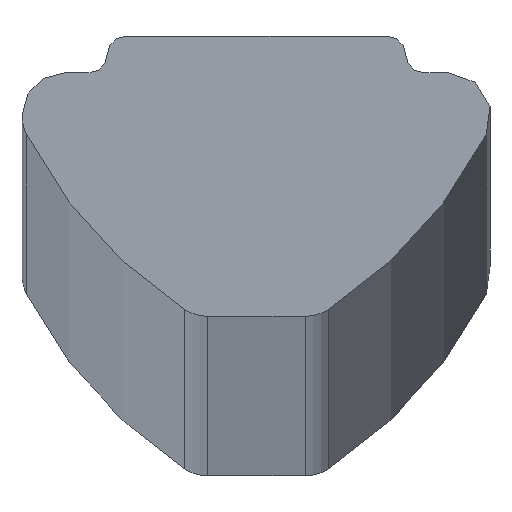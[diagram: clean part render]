
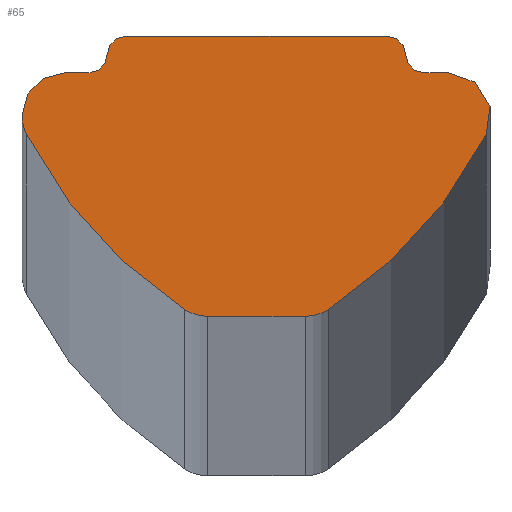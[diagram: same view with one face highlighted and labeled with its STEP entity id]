
A CAD part, top view. The second image highlights one B-rep face of the part: STEP entity #65.
In plain terms, the highlighted planar face has unit normal (0, 0, 1).
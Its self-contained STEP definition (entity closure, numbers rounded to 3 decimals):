
#2 = ORIENTED_EDGE ( 'NONE', *, *, #192, .F. ) ;
#4 = EDGE_CURVE ( 'NONE', #48, #31, #104, .T. ) ;
#16 = DIRECTION ( 'NONE',  ( -1., 0., 0. ) ) ;
#24 = DIRECTION ( 'NONE',  ( 0., 0., -1. ) ) ;
#26 = EDGE_CURVE ( 'NONE', #397, #364, #351, .T. ) ;
#31 = VERTEX_POINT ( 'NONE', #275 ) ;
#43 = ORIENTED_EDGE ( 'NONE', *, *, #161, .F. ) ;
#45 = DIRECTION ( 'NONE',  ( 0., 0., -1. ) ) ;
#48 = VERTEX_POINT ( 'NONE', #224 ) ;
#51 = AXIS2_PLACEMENT_3D ( 'NONE', #136, #24, #386 ) ;
#53 = CARTESIAN_POINT ( 'NONE',  ( -2.15, -0.3, 1500. ) ) ;
#56 = VECTOR ( 'NONE', #117, 1000. ) ;
#60 = EDGE_CURVE ( 'NONE', #397, #360, #317, .T. ) ;
#64 = VERTEX_POINT ( 'NONE', #276 ) ;
#65 = ADVANCED_FACE ( 'NONE', ( #83 ), #226, .F. ) ;
#66 = DIRECTION ( 'NONE',  ( -1., 0., 0. ) ) ;
#77 = EDGE_CURVE ( 'NONE', #230, #244, #359, .T. ) ;
#82 = DIRECTION ( 'NONE',  ( 0., 0., -1. ) ) ;
#83 = FACE_OUTER_BOUND ( 'NONE', #260, .T. ) ;
#85 = DIRECTION ( 'NONE',  ( -1., 0., 0. ) ) ;
#99 = CARTESIAN_POINT ( 'NONE',  ( -0.799, -4.6, 1500. ) ) ;
#102 = CIRCLE ( 'NONE', #483, 0.7 ) ;
#103 = DIRECTION ( 'NONE',  ( -1., 0., 0. ) ) ;
#104 = CIRCLE ( 'NONE', #216, 7.5 ) ;
#107 = AXIS2_PLACEMENT_3D ( 'NONE', #505, #553, #172 ) ;
#108 = CIRCLE ( 'NONE', #225, 0.7 ) ;
#111 = ORIENTED_EDGE ( 'NONE', *, *, #77, .F. ) ;
#117 = DIRECTION ( 'NONE',  ( -1., 0., 0. ) ) ;
#120 = CIRCLE ( 'NONE', #562, 0.3 ) ;
#121 = DIRECTION ( 'NONE',  ( -1., 0., 0. ) ) ;
#133 = CIRCLE ( 'NONE', #322, 0.7 ) ;
#136 = CARTESIAN_POINT ( 'NONE',  ( -3.15, -1.3, 1500. ) ) ;
#144 = ORIENTED_EDGE ( 'NONE', *, *, #390, .T. ) ;
#145 = EDGE_CURVE ( 'NONE', #382, #448, #248, .T. ) ;
#151 = DIRECTION ( 'NONE',  ( -1., 0., 0. ) ) ;
#157 = VECTOR ( 'NONE', #85, 1000. ) ;
#159 = ORIENTED_EDGE ( 'NONE', *, *, #247, .F. ) ;
#161 = EDGE_CURVE ( 'NONE', #244, #536, #208, .T. ) ;
#168 = ORIENTED_EDGE ( 'NONE', *, *, #413, .F. ) ;
#170 = DIRECTION ( 'NONE',  ( 1., 0., 0. ) ) ;
#171 = EDGE_CURVE ( 'NONE', #31, #353, #133, .T. ) ;
#172 = DIRECTION ( 'NONE',  ( 1., 0., 0. ) ) ;
#173 = CARTESIAN_POINT ( 'NONE',  ( 2.15, -0.3, 1500. ) ) ;
#179 = AXIS2_PLACEMENT_3D ( 'NONE', #596, #330, #16 ) ;
#192 = EDGE_CURVE ( 'NONE', #536, #364, #482, .T. ) ;
#195 = VECTOR ( 'NONE', #344, 1000. ) ;
#199 = CARTESIAN_POINT ( 'NONE',  ( -3.15, -1.3, 1500. ) ) ;
#200 = EDGE_CURVE ( 'NONE', #64, #48, #108, .T. ) ;
#208 = CIRCLE ( 'NONE', #51, 0.7 ) ;
#212 = AXIS2_PLACEMENT_3D ( 'NONE', #543, #217, #121 ) ;
#216 = AXIS2_PLACEMENT_3D ( 'NONE', #375, #416, #323 ) ;
#217 = DIRECTION ( 'NONE',  ( 0., 0., -1. ) ) ;
#221 = EDGE_CURVE ( 'NONE', #412, #353, #599, .T. ) ;
#222 = CARTESIAN_POINT ( 'NONE',  ( -2.15, 0., 1500. ) ) ;
#224 = CARTESIAN_POINT ( 'NONE',  ( 3.773, -1.62, 1500. ) ) ;
#225 = AXIS2_PLACEMENT_3D ( 'NONE', #301, #615, #151 ) ;
#226 = PLANE ( 'NONE',  #179 ) ;
#230 = VERTEX_POINT ( 'NONE', #246 ) ;
#241 = CIRCLE ( 'NONE', #409, 0.3 ) ;
#244 = VERTEX_POINT ( 'NONE', #437 ) ;
#246 = CARTESIAN_POINT ( 'NONE',  ( -1.179, -4.487, 1500. ) ) ;
#247 = EDGE_CURVE ( 'NONE', #412, #230, #102, .T. ) ;
#248 = LINE ( 'NONE', #604, #157 ) ;
#258 = DIRECTION ( 'NONE',  ( 0., 0., -1. ) ) ;
#260 = EDGE_LOOP ( 'NONE', ( #159, #587, #486, #602, #391, #320, #144, #168, #440, #438, #583, #336, #2, #43, #111 ) ) ;
#268 = AXIS2_PLACEMENT_3D ( 'NONE', #509, #324, #170 ) ;
#269 = VERTEX_POINT ( 'NONE', #527 ) ;
#275 = CARTESIAN_POINT ( 'NONE',  ( 1.179, -4.487, 1500. ) ) ;
#276 = CARTESIAN_POINT ( 'NONE',  ( 3.15, -0.6, 1500. ) ) ;
#298 = DIRECTION ( 'NONE',  ( -1., 0., 0. ) ) ;
#301 = CARTESIAN_POINT ( 'NONE',  ( 3.15, -1.3, 1500. ) ) ;
#304 = DIRECTION ( 'NONE',  ( -1., 0., 0. ) ) ;
#317 = CIRCLE ( 'NONE', #107, 0.3 ) ;
#320 = ORIENTED_EDGE ( 'NONE', *, *, #489, .T. ) ;
#322 = AXIS2_PLACEMENT_3D ( 'NONE', #383, #82, #426 ) ;
#323 = DIRECTION ( 'NONE',  ( -1., 0., 0. ) ) ;
#324 = DIRECTION ( 'NONE',  ( 0., 0., -1. ) ) ;
#326 = LINE ( 'NONE', #513, #56 ) ;
#327 = CARTESIAN_POINT ( 'NONE',  ( -2.45, -0.6, 1500. ) ) ;
#330 = DIRECTION ( 'NONE',  ( 0., 0., -1. ) ) ;
#335 = EDGE_CURVE ( 'NONE', #360, #448, #120, .T. ) ;
#336 = ORIENTED_EDGE ( 'NONE', *, *, #26, .T. ) ;
#344 = DIRECTION ( 'NONE',  ( 1., 0., 0. ) ) ;
#351 = LINE ( 'NONE', #327, #396 ) ;
#353 = VERTEX_POINT ( 'NONE', #490 ) ;
#354 = CARTESIAN_POINT ( 'NONE',  ( -2.45, -0.3, 1500. ) ) ;
#359 = CIRCLE ( 'NONE', #212, 7.5 ) ;
#360 = VERTEX_POINT ( 'NONE', #354 ) ;
#364 = VERTEX_POINT ( 'NONE', #526 ) ;
#370 = DIRECTION ( 'NONE',  ( 0., 0., -1. ) ) ;
#375 = CARTESIAN_POINT ( 'NONE',  ( -2.899, 1.807, 1500. ) ) ;
#382 = VERTEX_POINT ( 'NONE', #580 ) ;
#383 = CARTESIAN_POINT ( 'NONE',  ( 0.799, -3.9, 1500. ) ) ;
#386 = DIRECTION ( 'NONE',  ( -1., 0., 0. ) ) ;
#390 = EDGE_CURVE ( 'NONE', #525, #269, #493, .T. ) ;
#391 = ORIENTED_EDGE ( 'NONE', *, *, #200, .F. ) ;
#396 = VECTOR ( 'NONE', #66, 1000. ) ;
#397 = VERTEX_POINT ( 'NONE', #579 ) ;
#409 = AXIS2_PLACEMENT_3D ( 'NONE', #173, #370, #590 ) ;
#412 = VERTEX_POINT ( 'NONE', #99 ) ;
#413 = EDGE_CURVE ( 'NONE', #382, #269, #241, .T. ) ;
#415 = CARTESIAN_POINT ( 'NONE',  ( 2.75, -0.6, 1500. ) ) ;
#416 = DIRECTION ( 'NONE',  ( 0., 0., -1. ) ) ;
#426 = DIRECTION ( 'NONE',  ( -1., 0., 0. ) ) ;
#437 = CARTESIAN_POINT ( 'NONE',  ( -3.773, -1.62, 1500. ) ) ;
#438 = ORIENTED_EDGE ( 'NONE', *, *, #335, .F. ) ;
#440 = ORIENTED_EDGE ( 'NONE', *, *, #145, .T. ) ;
#448 = VERTEX_POINT ( 'NONE', #222 ) ;
#453 = CARTESIAN_POINT ( 'NONE',  ( -3.85, -1.3, 1500. ) ) ;
#473 = AXIS2_PLACEMENT_3D ( 'NONE', #199, #45, #298 ) ;
#481 = CARTESIAN_POINT ( 'NONE',  ( -0.799, -3.9, 1500. ) ) ;
#482 = CIRCLE ( 'NONE', #473, 0.7 ) ;
#483 = AXIS2_PLACEMENT_3D ( 'NONE', #481, #485, #304 ) ;
#485 = DIRECTION ( 'NONE',  ( 0., 0., -1. ) ) ;
#486 = ORIENTED_EDGE ( 'NONE', *, *, #171, .F. ) ;
#489 = EDGE_CURVE ( 'NONE', #64, #525, #326, .T. ) ;
#490 = CARTESIAN_POINT ( 'NONE',  ( 0.799, -4.6, 1500. ) ) ;
#493 = CIRCLE ( 'NONE', #268, 0.3 ) ;
#505 = CARTESIAN_POINT ( 'NONE',  ( -2.75, -0.3, 1500. ) ) ;
#509 = CARTESIAN_POINT ( 'NONE',  ( 2.75, -0.3, 1500. ) ) ;
#513 = CARTESIAN_POINT ( 'NONE',  ( 2.45, -0.6, 1500. ) ) ;
#525 = VERTEX_POINT ( 'NONE', #415 ) ;
#526 = CARTESIAN_POINT ( 'NONE',  ( -3.15, -0.6, 1500. ) ) ;
#527 = CARTESIAN_POINT ( 'NONE',  ( 2.45, -0.3, 1500. ) ) ;
#536 = VERTEX_POINT ( 'NONE', #453 ) ;
#543 = CARTESIAN_POINT ( 'NONE',  ( 2.899, 1.807, 1500. ) ) ;
#553 = DIRECTION ( 'NONE',  ( 0., 0., 1. ) ) ;
#562 = AXIS2_PLACEMENT_3D ( 'NONE', #53, #258, #103 ) ;
#570 = CARTESIAN_POINT ( 'NONE',  ( 1., -4.6, 1500. ) ) ;
#579 = CARTESIAN_POINT ( 'NONE',  ( -2.75, -0.6, 1500. ) ) ;
#580 = CARTESIAN_POINT ( 'NONE',  ( 2.15, 0., 1500. ) ) ;
#583 = ORIENTED_EDGE ( 'NONE', *, *, #60, .F. ) ;
#587 = ORIENTED_EDGE ( 'NONE', *, *, #221, .T. ) ;
#590 = DIRECTION ( 'NONE',  ( -1., 0., 0. ) ) ;
#596 = CARTESIAN_POINT ( 'NONE',  ( 3.15, -1.3, 1500. ) ) ;
#599 = LINE ( 'NONE', #570, #195 ) ;
#602 = ORIENTED_EDGE ( 'NONE', *, *, #4, .F. ) ;
#604 = CARTESIAN_POINT ( 'NONE',  ( -2.45, 0., 1500. ) ) ;
#615 = DIRECTION ( 'NONE',  ( 0., 0., -1. ) ) ;
